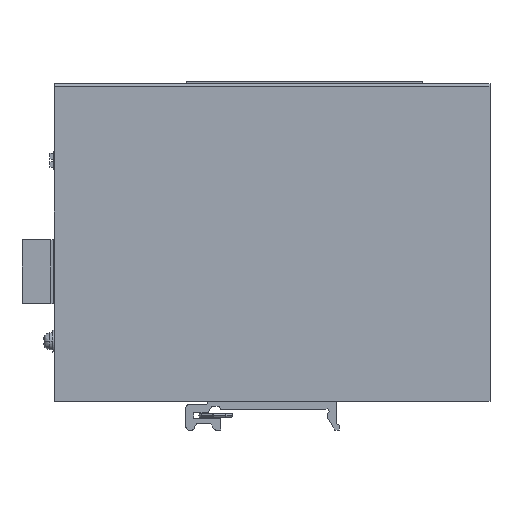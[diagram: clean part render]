
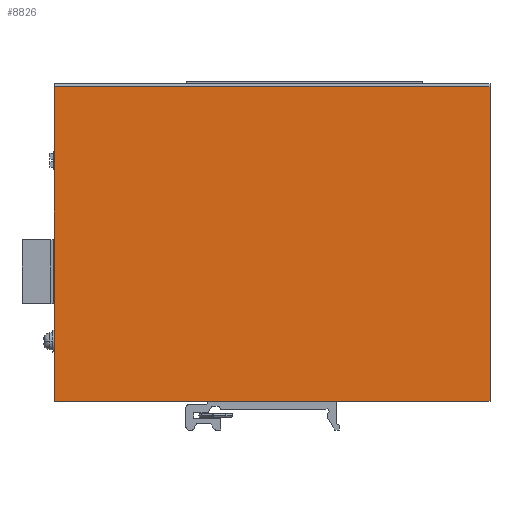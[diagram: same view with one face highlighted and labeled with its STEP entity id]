
A CAD part, front view. The second image highlights one B-rep face of the part: STEP entity #8826.
In plain terms, the highlighted planar face has unit normal (0, -1, 0).
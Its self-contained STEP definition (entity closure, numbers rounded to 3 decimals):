
#243=DIRECTION('',(-1.,0.,0.));
#244=VECTOR('',#243,137.);
#245=CARTESIAN_POINT('',(68.5,0.,49.));
#246=LINE('',#245,#244);
#247=DIRECTION('',(0.,0.,-1.));
#248=VECTOR('',#247,99.);
#249=CARTESIAN_POINT('',(68.5,0.,49.));
#250=LINE('',#249,#248);
#251=DIRECTION('',(-1.,0.,0.));
#252=VECTOR('',#251,137.);
#253=CARTESIAN_POINT('',(68.5,0.,-50.));
#254=LINE('',#253,#252);
#255=DIRECTION('',(0.,0.,1.));
#256=VECTOR('',#255,99.);
#257=CARTESIAN_POINT('',(-68.5,0.,-50.));
#258=LINE('',#257,#256);
#6683=CARTESIAN_POINT('',(68.5,0.,-50.));
#6684=CARTESIAN_POINT('',(-68.5,0.,-50.));
#6685=VERTEX_POINT('',#6683);
#6686=VERTEX_POINT('',#6684);
#6699=CARTESIAN_POINT('',(-68.5,0.,49.));
#6701=VERTEX_POINT('',#6699);
#6705=CARTESIAN_POINT('',(68.5,0.,49.));
#6706=VERTEX_POINT('',#6705);
#8811=CARTESIAN_POINT('',(0.,0.,0.));
#8812=DIRECTION('',(0.,1.,0.));
#8813=DIRECTION('',(1.,0.,0.));
#8814=AXIS2_PLACEMENT_3D('',#8811,#8812,#8813);
#8815=PLANE('',#8814);
#8817=ORIENTED_EDGE('',*,*,#8816,.F.);
#8819=ORIENTED_EDGE('',*,*,#8818,.T.);
#8821=ORIENTED_EDGE('',*,*,#8820,.T.);
#8823=ORIENTED_EDGE('',*,*,#8822,.T.);
#8824=EDGE_LOOP('',(#8817,#8819,#8821,#8823));
#8825=FACE_OUTER_BOUND('',#8824,.F.);
#8816=EDGE_CURVE('',#6706,#6701,#246,.T.);
#8818=EDGE_CURVE('',#6706,#6685,#250,.T.);
#8820=EDGE_CURVE('',#6685,#6686,#254,.T.);
#8822=EDGE_CURVE('',#6686,#6701,#258,.T.);
#8826=ADVANCED_FACE('',(#8825),#8815,.F.);
